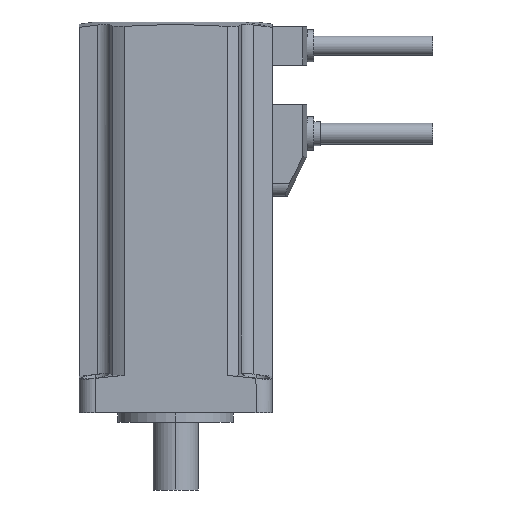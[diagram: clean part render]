
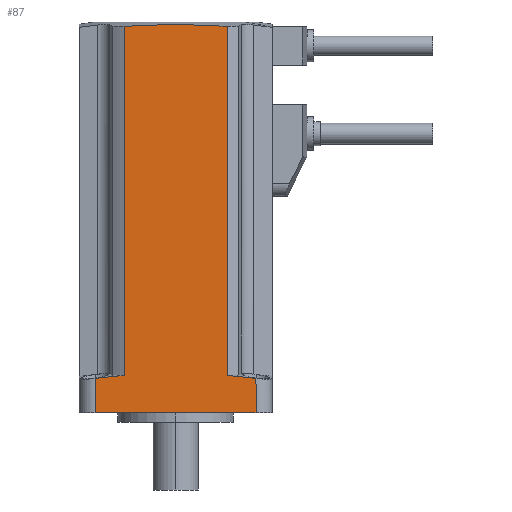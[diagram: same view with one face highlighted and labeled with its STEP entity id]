
A CAD part, left-side view. The second image highlights one B-rep face of the part: STEP entity #87.
In plain terms, the highlighted planar face has unit normal (-1, 0, 0).
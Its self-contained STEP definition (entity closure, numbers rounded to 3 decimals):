
#65 = CARTESIAN_POINT ( 'NONE',  ( -30., 25., 13. ) ) ;
#85 = CARTESIAN_POINT ( 'NONE',  ( -30., 0., 121.021 ) ) ;
#87 = ADVANCED_FACE ( 'NONE', ( #3639 ), #2880, .F. ) ;
#199 = CARTESIAN_POINT ( 'NONE',  ( -30., 25., 0. ) ) ;
#316 = CARTESIAN_POINT ( 'NONE',  ( -30., 25., 10.702 ) ) ;
#338 = CARTESIAN_POINT ( 'NONE',  ( -30., -25., 10.702 ) ) ;
#518 = VECTOR ( 'NONE', #1978, 1000. ) ;
#580 = CARTESIAN_POINT ( 'NONE',  ( -30., 16., 12.998 ) ) ;
#748 = VERTEX_POINT ( 'NONE', #749 ) ;
#749 = CARTESIAN_POINT ( 'NONE',  ( -30., 16., 120.157 ) ) ;
#750 = EDGE_CURVE ( 'NONE', #1369, #3730, #3117, .T. ) ;
#841 = DIRECTION ( 'NONE',  ( 0., 0., 1. ) ) ;
#925 = VECTOR ( 'NONE', #841, 1000. ) ;
#931 = ORIENTED_EDGE ( 'NONE', *, *, #4116, .F. ) ;
#978 = CARTESIAN_POINT ( 'NONE',  ( -30., 16., 11.641 ) ) ;
#1094 = VECTOR ( 'NONE', #1338, 1000. ) ;
#1114 = CARTESIAN_POINT ( 'NONE',  ( -30., -22.007, 11.084 ) ) ;
#1220 = CARTESIAN_POINT ( 'NONE',  ( -30., -10.667, 120.59 ) ) ;
#1338 = DIRECTION ( 'NONE',  ( 0., -1., 0. ) ) ;
#1350 = VERTEX_POINT ( 'NONE', #3992 ) ;
#1369 = VERTEX_POINT ( 'NONE', #4683 ) ;
#1421 = B_SPLINE_CURVE_WITH_KNOTS ( 'NONE', 3,
 ( #2017, #1639, #85, #1220, #2795 ),
 .UNSPECIFIED., .F., .F.,
 ( 4, 1, 4 ),
 ( 0., 0.016, 0.032 ),
 .UNSPECIFIED. ) ;
#1581 = ORIENTED_EDGE ( 'NONE', *, *, #1838, .T. ) ;
#1639 = CARTESIAN_POINT ( 'NONE',  ( -30., 10.667, 120.59 ) ) ;
#1648 = ORIENTED_EDGE ( 'NONE', *, *, #2684, .F. ) ;
#1672 = EDGE_CURVE ( 'NONE', #748, #1369, #1421, .T. ) ;
#1686 = EDGE_CURVE ( 'NONE', #2251, #4832, #3538, .T. ) ;
#1709 = LINE ( 'NONE', #2898, #1094 ) ;
#1778 = CARTESIAN_POINT ( 'NONE',  ( -30., -25., 0. ) ) ;
#1838 = EDGE_CURVE ( 'NONE', #2251, #3544, #1709, .T. ) ;
#1917 = B_SPLINE_CURVE_WITH_KNOTS ( 'NONE', 3,
 ( #3704, #3726, #1114, #338 ),
 .UNSPECIFIED., .F., .F.,
 ( 4, 4 ),
 ( 0., 0.009 ),
 .UNSPECIFIED. ) ;
#1978 = DIRECTION ( 'NONE',  ( 0., 0., 1. ) ) ;
#1995 = DIRECTION ( 'NONE',  ( 0., 0., -1. ) ) ;
#2017 = CARTESIAN_POINT ( 'NONE',  ( -30., 16., 120.157 ) ) ;
#2124 = DIRECTION ( 'NONE',  ( 0., 0., -1. ) ) ;
#2199 = CARTESIAN_POINT ( 'NONE',  ( -30., 16., 11.641 ) ) ;
#2251 = VERTEX_POINT ( 'NONE', #199 ) ;
#2252 = B_SPLINE_CURVE_WITH_KNOTS ( 'NONE', 3,
 ( #4127, #4446, #3770, #2199 ),
 .UNSPECIFIED., .F., .F.,
 ( 4, 4 ),
 ( 0., 0.009 ),
 .UNSPECIFIED. ) ;
#2502 = DIRECTION ( 'NONE',  ( 1., 0., 0. ) ) ;
#2541 = ORIENTED_EDGE ( 'NONE', *, *, #4592, .F. ) ;
#2676 = CARTESIAN_POINT ( 'NONE',  ( -30., -16., 11.641 ) ) ;
#2684 = EDGE_CURVE ( 'NONE', #4832, #3929, #2252, .T. ) ;
#2735 = CARTESIAN_POINT ( 'NONE',  ( -30., 16., 12.998 ) ) ;
#2771 = CARTESIAN_POINT ( 'NONE',  ( -30., -25., 12.998 ) ) ;
#2795 = CARTESIAN_POINT ( 'NONE',  ( -30., -16., 120.157 ) ) ;
#2880 = PLANE ( 'NONE',  #3287 ) ;
#2898 = CARTESIAN_POINT ( 'NONE',  ( -30., 0., 0. ) ) ;
#3117 = LINE ( 'NONE', #3903, #3587 ) ;
#3161 = ORIENTED_EDGE ( 'NONE', *, *, #4837, .F. ) ;
#3281 = EDGE_LOOP ( 'NONE', ( #1648, #4346, #1581, #2541, #3161, #3503, #3558, #931 ) ) ;
#3287 = AXIS2_PLACEMENT_3D ( 'NONE', #580, #2502, #2124 ) ;
#3503 = ORIENTED_EDGE ( 'NONE', *, *, #750, .F. ) ;
#3522 = DIRECTION ( 'NONE',  ( 0., 0., -1. ) ) ;
#3538 = LINE ( 'NONE', #65, #925 ) ;
#3544 = VERTEX_POINT ( 'NONE', #1778 ) ;
#3558 = ORIENTED_EDGE ( 'NONE', *, *, #1672, .F. ) ;
#3587 = VECTOR ( 'NONE', #3522, 1000. ) ;
#3607 = VECTOR ( 'NONE', #1995, 1000. ) ;
#3639 = FACE_OUTER_BOUND ( 'NONE', #3281, .T. ) ;
#3704 = CARTESIAN_POINT ( 'NONE',  ( -30., -16., 11.641 ) ) ;
#3726 = CARTESIAN_POINT ( 'NONE',  ( -30., -19.007, 11.396 ) ) ;
#3730 = VERTEX_POINT ( 'NONE', #2676 ) ;
#3770 = CARTESIAN_POINT ( 'NONE',  ( -30., 19.007, 11.396 ) ) ;
#3903 = CARTESIAN_POINT ( 'NONE',  ( -30., -16., 12.998 ) ) ;
#3929 = VERTEX_POINT ( 'NONE', #978 ) ;
#3992 = CARTESIAN_POINT ( 'NONE',  ( -30., -25., 10.702 ) ) ;
#4116 = EDGE_CURVE ( 'NONE', #3929, #748, #4662, .T. ) ;
#4127 = CARTESIAN_POINT ( 'NONE',  ( -30., 25., 10.702 ) ) ;
#4346 = ORIENTED_EDGE ( 'NONE', *, *, #1686, .F. ) ;
#4446 = CARTESIAN_POINT ( 'NONE',  ( -30., 22.007, 11.084 ) ) ;
#4551 = LINE ( 'NONE', #2771, #3607 ) ;
#4592 = EDGE_CURVE ( 'NONE', #1350, #3544, #4551, .T. ) ;
#4662 = LINE ( 'NONE', #2735, #518 ) ;
#4683 = CARTESIAN_POINT ( 'NONE',  ( -30., -16., 120.157 ) ) ;
#4832 = VERTEX_POINT ( 'NONE', #316 ) ;
#4837 = EDGE_CURVE ( 'NONE', #3730, #1350, #1917, .T. ) ;
